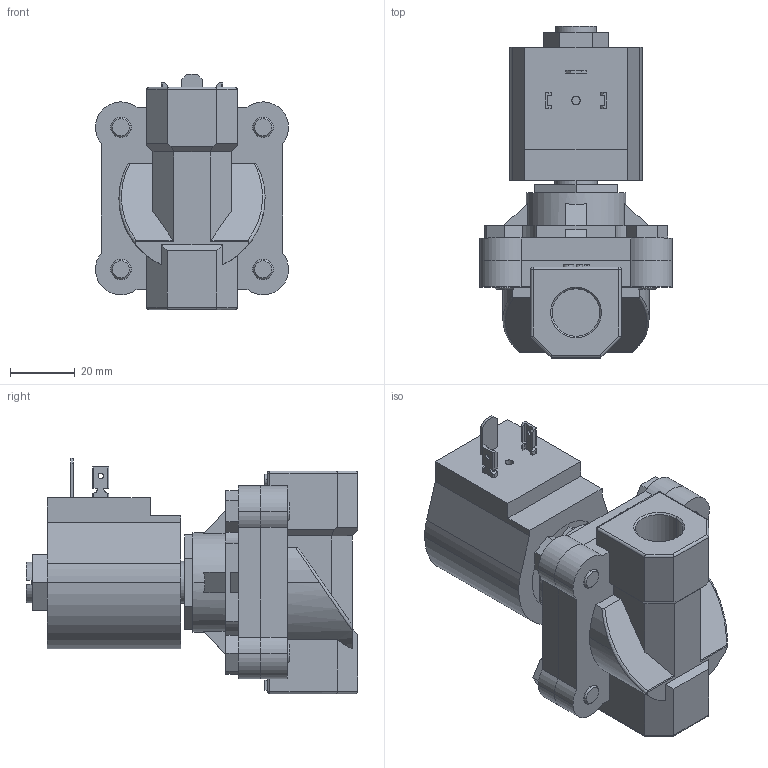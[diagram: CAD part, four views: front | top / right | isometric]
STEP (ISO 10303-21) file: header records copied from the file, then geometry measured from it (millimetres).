
FILE_DESCRIPTION (( 'STEP AP203' ), '1' );
FILE_NAME ('NS201YH16CPCG4.step', '2025-12-15T20:31:41', ( '' ), ( '' ), 'SwSTEP 2.0', 'SolidWorks 2024', '' );
FILE_SCHEMA (( 'CONFIG_CONTROL_DESIGN' ));
Length unit declared in the file: inch
Products named in the file (1): NS201YH16CPCG4
Bounding box: 59.69 x 102.62 x 72.77 mm (x, y, z)
Volume: 168749.2 mm3; surface area: 43079.6 mm2
Topology: 11 solids, 11 shells, 383 faces, 994 edges, 648 vertices
Faces by surface type: plane 237, cylinder 113, bspline 17, cone 12, sphere 4
Entity records: 12920 total; most frequent: CARTESIAN_POINT 3470, ORIENTED_EDGE 1980, DIRECTION 1866, EDGE_CURVE 990, VECTOR 702, LINE 702, VERTEX_POINT 648, AXIS2_PLACEMENT_3D 582
